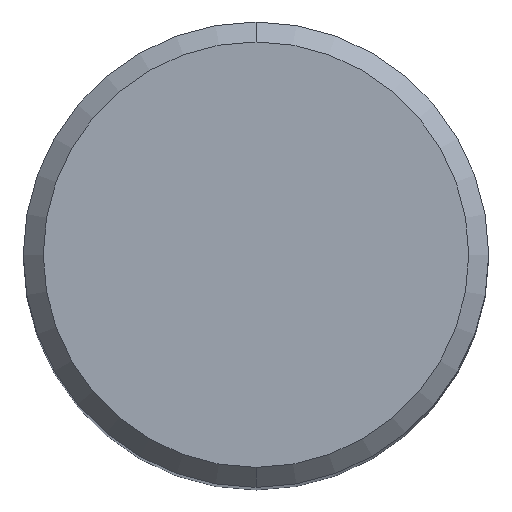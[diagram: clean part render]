
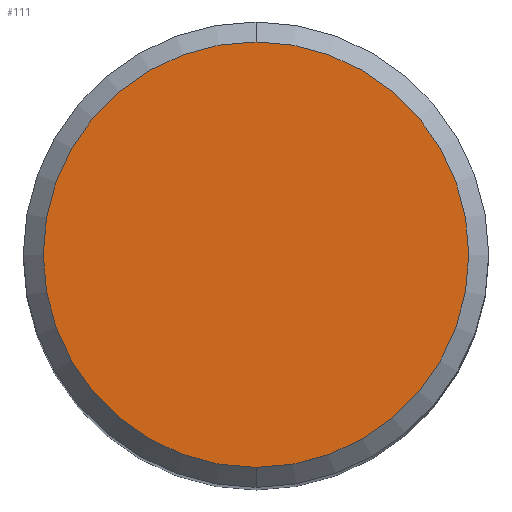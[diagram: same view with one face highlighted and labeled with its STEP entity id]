
A CAD part, top view. The second image highlights one B-rep face of the part: STEP entity #111.
In plain terms, the highlighted planar face has unit normal (0, 0, 1).
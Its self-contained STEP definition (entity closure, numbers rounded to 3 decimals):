
#111=ADVANCED_FACE('',(#264),#265,.T.);
#115=EDGE_CURVE('',#229,#161,#270,.T.);
#153=EDGE_CURVE('',#161,#229,#312,.T.);
#161=VERTEX_POINT('',#321);
#229=VERTEX_POINT('',#397);
#264=FACE_OUTER_BOUND('',#425,.T.);
#265=PLANE('',#426);
#270=CIRCLE('',#432,6.4);
#312=CIRCLE('',#489,6.4);
#321=CARTESIAN_POINT('',(0.,-6.4,0.));
#397=CARTESIAN_POINT('',(0.0,6.4,0.));
#425=EDGE_LOOP('',(#619,#620));
#426=AXIS2_PLACEMENT_3D('',#621,#622,#623);
#432=AXIS2_PLACEMENT_3D('',#632,#633,#634);
#489=AXIS2_PLACEMENT_3D('',#685,#686,#687);
#619=ORIENTED_EDGE('',*,*,#115,.F.);
#620=ORIENTED_EDGE('',*,*,#153,.F.);
#621=CARTESIAN_POINT('',(0.0,3.2,0.));
#622=DIRECTION('',(-0.0,0.0,1.0));
#623=DIRECTION('',(0.0,-1.0,0.0));
#632=CARTESIAN_POINT('',(0.0,0.0,0.));
#633=DIRECTION('',(0.0,0.0,-1.0));
#634=DIRECTION('',(0.0,1.0,0.0));
#685=CARTESIAN_POINT('',(0.0,0.0,0.));
#686=DIRECTION('',(0.0,0.0,-1.0));
#687=DIRECTION('',(0.0,1.0,0.0));
